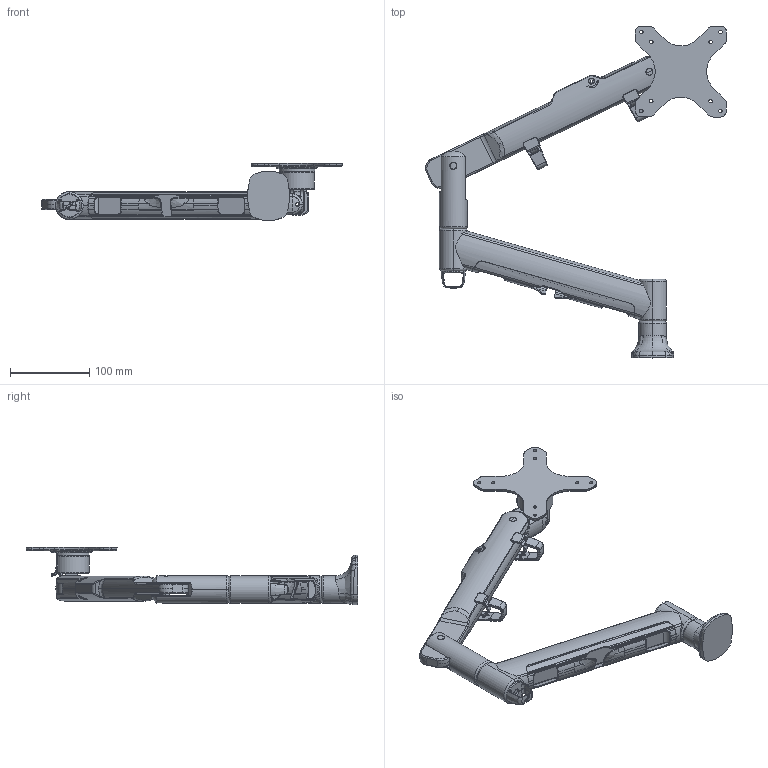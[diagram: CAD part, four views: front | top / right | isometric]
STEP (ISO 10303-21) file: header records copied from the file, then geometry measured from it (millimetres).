
FILE_DESCRIPTION (( 'STEP AP214' ), '1' );
FILE_NAME ('AWMS - DB SIMPLIFIED.STEP', '2019-07-16T12:56:18', ( '' ), ( '' ), 'SwSTEP 2.0', 'SolidWorks 2015', '' );
FILE_SCHEMA (( 'AUTOMOTIVE_DESIGN' ));
Length unit declared in the file: inch
Products named in the file (10): AWMS - DB SIMPLIFIED; SSY-041 SIMPLIFIED; PSY-049 SIMPLIFIED; SCA-630 SIMPLIFIED; SNTB_SUB SIMPLIFIED; PSY-061 SIMPLIFIED PART; SSY-002 SIMPLIFIED; AWM-LB SIMPLIFIED; PCA-629 SIMPLIFIED; SSY-013 & 014 SIMPLIFIED
Assembly tree (9 placements, depth 2):
  AWMS - DB SIMPLIFIED
    AWM-LB SIMPLIFIED
    SSY-041 SIMPLIFIED
    PSY-061 SIMPLIFIED PART
    SSY-013 & 014 SIMPLIFIED
    PSY-049 SIMPLIFIED
    SSY-002 SIMPLIFIED
    PCA-629 SIMPLIFIED
    SNTB_SUB SIMPLIFIED
    SCA-630 SIMPLIFIED
Bounding box: 380.45 x 419.67 x 72.33 mm (x, y, z)
Volume: 877943.6 mm3; surface area: 191289.4 mm2
Topology: 18 solids, 18 shells, 1353 faces, 3415 edges, 2077 vertices
Faces by surface type: bspline 508, cylinder 423, plane 281, torus 80, cone 39, sphere 22
Entity records: 69622 total; most frequent: CARTESIAN_POINT 38383, ORIENTED_EDGE 6774, DIRECTION 4897, EDGE_CURVE 3387, VERTEX_POINT 2077, AXIS2_PLACEMENT_3D 1945, EDGE_LOOP 1422, ADVANCED_FACE 1353
